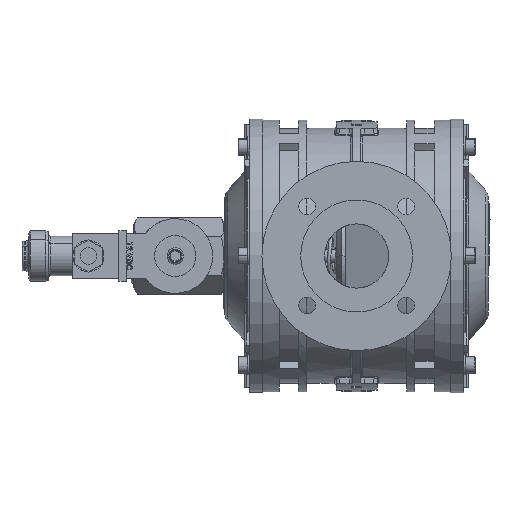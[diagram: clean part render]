
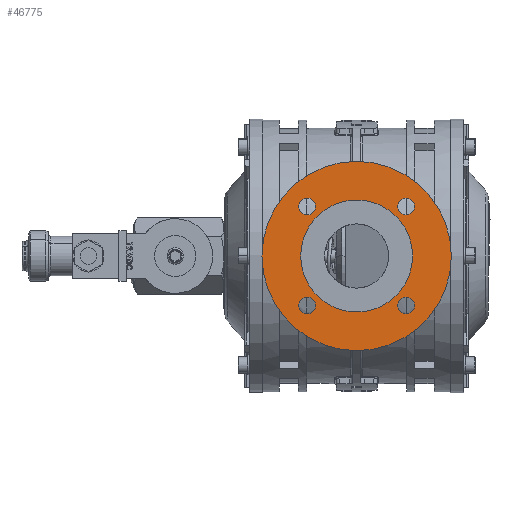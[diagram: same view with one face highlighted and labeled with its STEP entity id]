
A CAD part, left-side view. The second image highlights one B-rep face of the part: STEP entity #46775.
In plain terms, the highlighted planar face has unit normal (-1, 0, 0).
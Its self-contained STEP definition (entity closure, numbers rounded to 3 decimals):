
#977 = VERTEX_POINT ( 'NONE', #34248 ) ;
#1161 = CARTESIAN_POINT ( 'NONE',  ( -115.5, 0., 0. ) ) ;
#2017 = DIRECTION ( 'NONE',  ( 0., 0., 1. ) ) ;
#2628 = AXIS2_PLACEMENT_3D ( 'NONE', #22455, #16251, #72084 ) ;
#3007 = EDGE_CURVE ( 'NONE', #16003, #62432, #35485, .T. ) ;
#3610 = ORIENTED_EDGE ( 'NONE', *, *, #55385, .F. ) ;
#4500 = CIRCLE ( 'NONE', #68066, 5.1 ) ;
#4658 = AXIS2_PLACEMENT_3D ( 'NONE', #44548, #74754, #57515 ) ;
#5029 = DIRECTION ( 'NONE',  ( 0., 0., 1. ) ) ;
#6289 = AXIS2_PLACEMENT_3D ( 'NONE', #1161, #25906, #12989 ) ;
#6908 = DIRECTION ( 'NONE',  ( -1., 0., 0. ) ) ;
#7400 = CIRCLE ( 'NONE', #28686, 34. ) ;
#8674 = EDGE_CURVE ( 'NONE', #16362, #20662, #63889, .T. ) ;
#10987 = VERTEX_POINT ( 'NONE', #42176 ) ;
#11124 = ORIENTED_EDGE ( 'NONE', *, *, #16916, .F. ) ;
#12989 = DIRECTION ( 'NONE',  ( 0., 0., 1. ) ) ;
#13405 = AXIS2_PLACEMENT_3D ( 'NONE', #50597, #6908, #64576 ) ;
#13842 = CARTESIAN_POINT ( 'NONE',  ( -115.5, -30.052, -24.952 ) ) ;
#13904 = FACE_BOUND ( 'NONE', #57573, .T. ) ;
#14462 = CARTESIAN_POINT ( 'NONE',  ( -115.5, 30.052, 24.952 ) ) ;
#14911 = FACE_OUTER_BOUND ( 'NONE', #70555, .T. ) ;
#16003 = VERTEX_POINT ( 'NONE', #77894 ) ;
#16251 = DIRECTION ( 'NONE',  ( -1., 0., 0. ) ) ;
#16362 = VERTEX_POINT ( 'NONE', #33373 ) ;
#16863 = ORIENTED_EDGE ( 'NONE', *, *, #17400, .F. ) ;
#16916 = EDGE_CURVE ( 'NONE', #78372, #48959, #73452, .T. ) ;
#17400 = EDGE_CURVE ( 'NONE', #59262, #977, #50299, .T. ) ;
#18593 = DIRECTION ( 'NONE',  ( 0., 0., 1. ) ) ;
#20498 = CARTESIAN_POINT ( 'NONE',  ( -115.5, 0., -34. ) ) ;
#20662 = VERTEX_POINT ( 'NONE', #66386 ) ;
#20925 = ORIENTED_EDGE ( 'NONE', *, *, #3007, .F. ) ;
#22455 = CARTESIAN_POINT ( 'NONE',  ( -115.5, 30.052, 30.052 ) ) ;
#25906 = DIRECTION ( 'NONE',  ( -1., 0., 0. ) ) ;
#25954 = DIRECTION ( 'NONE',  ( -1., 0., 0. ) ) ;
#26776 = DIRECTION ( 'NONE',  ( -1., 0., 0. ) ) ;
#27448 = FACE_BOUND ( 'NONE', #65351, .T. ) ;
#27855 = ORIENTED_EDGE ( 'NONE', *, *, #74459, .F. ) ;
#27862 = CARTESIAN_POINT ( 'NONE',  ( -115.5, 0., 0. ) ) ;
#28105 = DIRECTION ( 'NONE',  ( 0., 0., 1. ) ) ;
#28393 = DIRECTION ( 'NONE',  ( -1., 0., 0. ) ) ;
#28686 = AXIS2_PLACEMENT_3D ( 'NONE', #45668, #26776, #2017 ) ;
#29140 = CIRCLE ( 'NONE', #40667, 34. ) ;
#29176 = DIRECTION ( 'NONE',  ( -1., 0., 0. ) ) ;
#29534 = DIRECTION ( 'NONE',  ( -1., 0., 0. ) ) ;
#30124 = DIRECTION ( 'NONE',  ( -1., 0., 0. ) ) ;
#30316 = CARTESIAN_POINT ( 'NONE',  ( -115.5, -30.052, -30.052 ) ) ;
#30384 = CARTESIAN_POINT ( 'NONE',  ( -115.5, 0., 0. ) ) ;
#30403 = CARTESIAN_POINT ( 'NONE',  ( -115.5, 0., 34. ) ) ;
#31305 = CARTESIAN_POINT ( 'NONE',  ( -115.5, 30.052, -30.052 ) ) ;
#32373 = CARTESIAN_POINT ( 'NONE',  ( -115.5, -30.052, 30.052 ) ) ;
#33373 = CARTESIAN_POINT ( 'NONE',  ( -115.5, 0., 57.5 ) ) ;
#33576 = ORIENTED_EDGE ( 'NONE', *, *, #55676, .F. ) ;
#34147 = EDGE_LOOP ( 'NONE', ( #11124, #63947 ) ) ;
#34248 = CARTESIAN_POINT ( 'NONE',  ( -115.5, 30.052, -24.952 ) ) ;
#35229 = VERTEX_POINT ( 'NONE', #66504 ) ;
#35263 = EDGE_CURVE ( 'NONE', #35229, #10987, #63501, .T. ) ;
#35485 = CIRCLE ( 'NONE', #47413, 5.1 ) ;
#35647 = EDGE_CURVE ( 'NONE', #48959, #78372, #75073, .T. ) ;
#36017 = DIRECTION ( 'NONE',  ( 0., 0., 1. ) ) ;
#36984 = CARTESIAN_POINT ( 'NONE',  ( -115.5, 30.052, -35.152 ) ) ;
#37245 = AXIS2_PLACEMENT_3D ( 'NONE', #30316, #67009, #36017 ) ;
#37732 = AXIS2_PLACEMENT_3D ( 'NONE', #67039, #29534, #5029 ) ;
#38498 = EDGE_LOOP ( 'NONE', ( #27855, #3610 ) ) ;
#38721 = ORIENTED_EDGE ( 'NONE', *, *, #8674, .T. ) ;
#39018 = FACE_BOUND ( 'NONE', #34147, .T. ) ;
#39380 = DIRECTION ( 'NONE',  ( -1., 0., 0. ) ) ;
#40486 = EDGE_CURVE ( 'NONE', #10987, #35229, #50460, .T. ) ;
#40667 = AXIS2_PLACEMENT_3D ( 'NONE', #30384, #30124, #78919 ) ;
#42176 = CARTESIAN_POINT ( 'NONE',  ( -115.5, -30.052, 24.952 ) ) ;
#43274 = DIRECTION ( 'NONE',  ( 0., 0., 1. ) ) ;
#44058 = CARTESIAN_POINT ( 'NONE',  ( -115.5, -30.052, -30.052 ) ) ;
#44548 = CARTESIAN_POINT ( 'NONE',  ( -115.5, 30.052, -30.052 ) ) ;
#45668 = CARTESIAN_POINT ( 'NONE',  ( -115.5, 0., 0. ) ) ;
#46775 = ADVANCED_FACE ( 'NONE', ( #56457, #13904, #27448, #39018, #74740, #14911 ), #47824, .T. ) ;
#47008 = CIRCLE ( 'NONE', #6289, 57.5 ) ;
#47413 = AXIS2_PLACEMENT_3D ( 'NONE', #44058, #25954, #43274 ) ;
#47824 = PLANE ( 'NONE',  #70763 ) ;
#48959 = VERTEX_POINT ( 'NONE', #14462 ) ;
#49389 = CARTESIAN_POINT ( 'NONE',  ( -115.5, 30.052, 35.152 ) ) ;
#49796 = ORIENTED_EDGE ( 'NONE', *, *, #67770, .F. ) ;
#50299 = CIRCLE ( 'NONE', #4658, 5.1 ) ;
#50460 = CIRCLE ( 'NONE', #74694, 5.1 ) ;
#50584 = EDGE_LOOP ( 'NONE', ( #78201, #71835 ) ) ;
#50597 = CARTESIAN_POINT ( 'NONE',  ( -115.5, 30.052, 30.052 ) ) ;
#52747 = DIRECTION ( 'NONE',  ( 0., 0., 1. ) ) ;
#55385 = EDGE_CURVE ( 'NONE', #64769, #56322, #7400, .T. ) ;
#55676 = EDGE_CURVE ( 'NONE', #977, #59262, #4500, .T. ) ;
#56322 = VERTEX_POINT ( 'NONE', #30403 ) ;
#56457 = FACE_BOUND ( 'NONE', #50584, .T. ) ;
#57515 = DIRECTION ( 'NONE',  ( 0., 0., 1. ) ) ;
#57573 = EDGE_LOOP ( 'NONE', ( #49796, #20925 ) ) ;
#59262 = VERTEX_POINT ( 'NONE', #36984 ) ;
#60190 = CIRCLE ( 'NONE', #37245, 5.1 ) ;
#62432 = VERTEX_POINT ( 'NONE', #13842 ) ;
#63501 = CIRCLE ( 'NONE', #37732, 5.1 ) ;
#63646 = DIRECTION ( 'NONE',  ( 0., 0., 1. ) ) ;
#63889 = CIRCLE ( 'NONE', #71982, 57.5 ) ;
#63947 = ORIENTED_EDGE ( 'NONE', *, *, #35647, .F. ) ;
#64576 = DIRECTION ( 'NONE',  ( 0., 0., 1. ) ) ;
#64769 = VERTEX_POINT ( 'NONE', #20498 ) ;
#65058 = CARTESIAN_POINT ( 'NONE',  ( -115.5, 0., 0. ) ) ;
#65351 = EDGE_LOOP ( 'NONE', ( #33576, #16863 ) ) ;
#66386 = CARTESIAN_POINT ( 'NONE',  ( -115.5, 0., -57.5 ) ) ;
#66504 = CARTESIAN_POINT ( 'NONE',  ( -115.5, -30.052, 35.152 ) ) ;
#67009 = DIRECTION ( 'NONE',  ( -1., 0., 0. ) ) ;
#67039 = CARTESIAN_POINT ( 'NONE',  ( -115.5, -30.052, 30.052 ) ) ;
#67567 = ORIENTED_EDGE ( 'NONE', *, *, #68471, .T. ) ;
#67770 = EDGE_CURVE ( 'NONE', #62432, #16003, #60190, .T. ) ;
#68066 = AXIS2_PLACEMENT_3D ( 'NONE', #31305, #79833, #18593 ) ;
#68471 = EDGE_CURVE ( 'NONE', #20662, #16362, #47008, .T. ) ;
#70555 = EDGE_LOOP ( 'NONE', ( #38721, #67567 ) ) ;
#70763 = AXIS2_PLACEMENT_3D ( 'NONE', #65058, #29176, #28105 ) ;
#71835 = ORIENTED_EDGE ( 'NONE', *, *, #40486, .F. ) ;
#71982 = AXIS2_PLACEMENT_3D ( 'NONE', #27862, #28393, #52747 ) ;
#72084 = DIRECTION ( 'NONE',  ( 0., 0., 1. ) ) ;
#73452 = CIRCLE ( 'NONE', #13405, 5.1 ) ;
#74459 = EDGE_CURVE ( 'NONE', #56322, #64769, #29140, .T. ) ;
#74694 = AXIS2_PLACEMENT_3D ( 'NONE', #32373, #39380, #63646 ) ;
#74740 = FACE_BOUND ( 'NONE', #38498, .T. ) ;
#74754 = DIRECTION ( 'NONE',  ( -1., 0., 0. ) ) ;
#75073 = CIRCLE ( 'NONE', #2628, 5.1 ) ;
#77894 = CARTESIAN_POINT ( 'NONE',  ( -115.5, -30.052, -35.152 ) ) ;
#78201 = ORIENTED_EDGE ( 'NONE', *, *, #35263, .F. ) ;
#78372 = VERTEX_POINT ( 'NONE', #49389 ) ;
#78919 = DIRECTION ( 'NONE',  ( 0., 0., 1. ) ) ;
#79833 = DIRECTION ( 'NONE',  ( -1., 0., 0. ) ) ;
